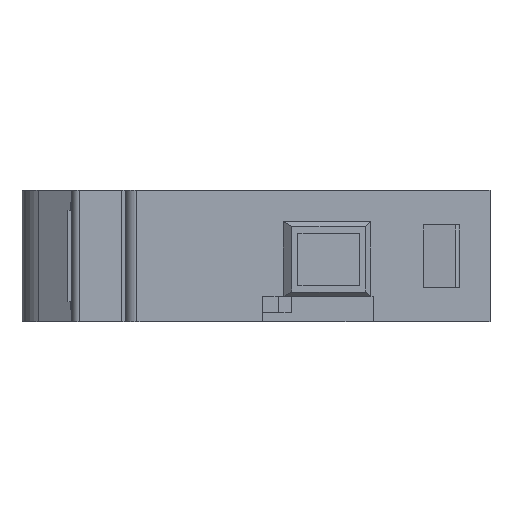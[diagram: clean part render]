
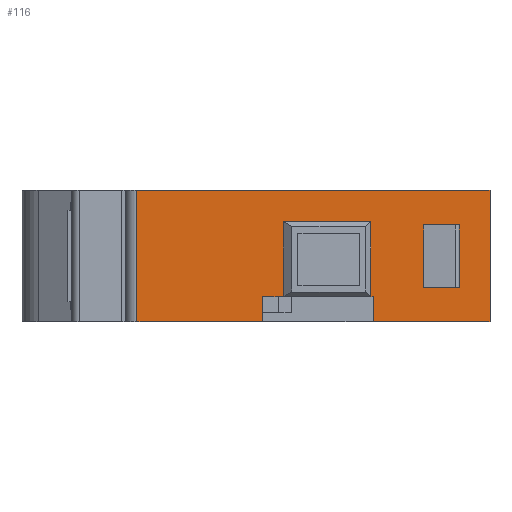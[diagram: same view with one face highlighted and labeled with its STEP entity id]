
A CAD part, left-side view. The second image highlights one B-rep face of the part: STEP entity #116.
In plain terms, the highlighted planar face has unit normal (-1, 0, 0).
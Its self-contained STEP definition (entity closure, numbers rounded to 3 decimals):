
#116=ADVANCED_FACE('',(#363,#364),#365,.T.);
#363=FACE_OUTER_BOUND('',#786,.T.);
#364=FACE_BOUND('',#787,.T.);
#365=PLANE('',#788);
#786=EDGE_LOOP('',(#1482,#1483,#1484,#1485,#1486,#1487,#1488,#1489,#1490,#1491,#1492,#1493));
#787=EDGE_LOOP('',(#1494,#1495,#1496,#1497,#1498,#1499));
#788=AXIS2_PLACEMENT_3D('',#1500,#1501,#1502);
#1482=ORIENTED_EDGE('',*,*,#3025,.F.);
#1483=ORIENTED_EDGE('',*,*,#3026,.F.);
#1484=ORIENTED_EDGE('',*,*,#2906,.F.);
#1485=ORIENTED_EDGE('',*,*,#3027,.T.);
#1486=ORIENTED_EDGE('',*,*,#3028,.F.);
#1487=ORIENTED_EDGE('',*,*,#3029,.F.);
#1488=ORIENTED_EDGE('',*,*,#2910,.F.);
#1489=ORIENTED_EDGE('',*,*,#3024,.T.);
#1490=ORIENTED_EDGE('',*,*,#3030,.F.);
#1491=ORIENTED_EDGE('',*,*,#3031,.F.);
#1492=ORIENTED_EDGE('',*,*,#3032,.F.);
#1493=ORIENTED_EDGE('',*,*,#3033,.F.);
#1494=ORIENTED_EDGE('',*,*,#3034,.T.);
#1495=ORIENTED_EDGE('',*,*,#3035,.T.);
#1496=ORIENTED_EDGE('',*,*,#3036,.F.);
#1497=ORIENTED_EDGE('',*,*,#3037,.F.);
#1498=ORIENTED_EDGE('',*,*,#3038,.F.);
#1499=ORIENTED_EDGE('',*,*,#3039,.T.);
#1500=CARTESIAN_POINT('',(0.0,-12.85,0.2));
#1501=DIRECTION('',(-1.0,0.0,0.0));
#1502=DIRECTION('',(0.0,0.0,1.0));
#2906=EDGE_CURVE('',#3504,#3506,#3507,.T.);
#2910=EDGE_CURVE('',#3512,#3514,#3515,.T.);
#3024=EDGE_CURVE('',#3512,#3703,#3705,.T.);
#3025=EDGE_CURVE('',#3706,#3707,#3708,.T.);
#3026=EDGE_CURVE('',#3506,#3706,#3709,.T.);
#3027=EDGE_CURVE('',#3504,#3710,#3711,.T.);
#3028=EDGE_CURVE('',#3712,#3710,#3713,.T.);
#3029=EDGE_CURVE('',#3514,#3712,#3714,.T.);
#3030=EDGE_CURVE('',#3715,#3703,#3716,.T.);
#3031=EDGE_CURVE('',#3717,#3715,#3718,.T.);
#3032=EDGE_CURVE('',#3719,#3717,#3720,.T.);
#3033=EDGE_CURVE('',#3707,#3719,#3721,.T.);
#3034=EDGE_CURVE('',#3722,#3723,#3724,.F.);
#3035=EDGE_CURVE('',#3723,#3725,#3726,.T.);
#3036=EDGE_CURVE('',#3727,#3725,#3728,.T.);
#3037=EDGE_CURVE('',#3729,#3727,#3730,.T.);
#3038=EDGE_CURVE('',#3731,#3729,#3732,.F.);
#3039=EDGE_CURVE('',#3731,#3722,#3733,.T.);
#3504=VERTEX_POINT('',#4460);
#3506=VERTEX_POINT('',#4463);
#3507=LINE('',#4464,#4465);
#3512=VERTEX_POINT('',#4472);
#3514=VERTEX_POINT('',#4475);
#3515=LINE('',#4476,#4477);
#3703=VERTEX_POINT('',#4784);
#3705=LINE('',#4787,#4788);
#3706=VERTEX_POINT('',#4789);
#3707=VERTEX_POINT('',#4790);
#3708=LINE('',#4791,#4792);
#3709=LINE('',#4793,#4794);
#3710=VERTEX_POINT('',#4795);
#3711=LINE('',#4796,#4797);
#3712=VERTEX_POINT('',#4798);
#3713=LINE('',#4799,#4800);
#3714=LINE('',#4801,#4802);
#3715=VERTEX_POINT('',#4803);
#3716=LINE('',#4804,#4805);
#3717=VERTEX_POINT('',#4806);
#3718=LINE('',#4807,#4808);
#3719=VERTEX_POINT('',#4809);
#3720=LINE('',#4810,#4811);
#3721=LINE('',#4812,#4813);
#3722=VERTEX_POINT('',#4814);
#3723=VERTEX_POINT('',#4815);
#3724=LINE('',#4816,#4817);
#3725=VERTEX_POINT('',#4818);
#3726=LINE('',#4819,#4820);
#3727=VERTEX_POINT('',#4821);
#3728=LINE('',#4822,#4823);
#3729=VERTEX_POINT('',#4824);
#3730=LINE('',#4825,#4826);
#3731=VERTEX_POINT('',#4827);
#3732=LINE('',#4828,#4829);
#3733=LINE('',#4830,#4831);
#4460=CARTESIAN_POINT('',(0.0,-12.85,0.2));
#4463=CARTESIAN_POINT('',(0.0,2.4,0.2));
#4464=CARTESIAN_POINT('',(0.0,-6.425,0.2));
#4465=VECTOR('',#5842,1.0);
#4472=CARTESIAN_POINT('',(0.0,16.8,0.2));
#4475=CARTESIAN_POINT('',(0.,33.2,0.2));
#4476=CARTESIAN_POINT('',(0.0,-6.425,0.2));
#4477=VECTOR('',#5846,1.0);
#4784=CARTESIAN_POINT('',(0.0,16.8,3.5));
#4787=CARTESIAN_POINT('',(0.0,16.8,1.85));
#4788=VECTOR('',#5981,1.0);
#4789=CARTESIAN_POINT('',(0.0,2.4,3.5));
#4790=CARTESIAN_POINT('',(0.0,2.68,3.5));
#4791=CARTESIAN_POINT('',(0.0,-5.225,3.5));
#4792=VECTOR('',#5982,1.0);
#4793=CARTESIAN_POINT('',(0.0,2.4,-1.274));
#4794=VECTOR('',#5983,1.0);
#4795=CARTESIAN_POINT('',(0.0,-12.85,17.35));
#4796=CARTESIAN_POINT('',(0.0,-12.85,0.2));
#4797=VECTOR('',#5984,1.0);
#4798=CARTESIAN_POINT('',(0.,33.2,17.35));
#4799=CARTESIAN_POINT('',(0.0,-158.931,17.35));
#4800=VECTOR('',#5985,1.0);
#4801=CARTESIAN_POINT('',(0.,33.2,0.2));
#4802=VECTOR('',#5986,17.15);
#4803=CARTESIAN_POINT('',(0.0,14.125,3.5));
#4804=CARTESIAN_POINT('',(0.0,-5.225,3.5));
#4805=VECTOR('',#5987,1.0);
#4806=CARTESIAN_POINT('',(0.0,14.125,13.279));
#4807=CARTESIAN_POINT('',(0.0,14.125,4.295));
#4808=VECTOR('',#5988,1.0);
#4809=CARTESIAN_POINT('',(0.0,2.68,13.279));
#4810=CARTESIAN_POINT('',(0.0,-2.224,13.279));
#4811=VECTOR('',#5989,1.0);
#4812=CARTESIAN_POINT('',(0.0,2.68,4.295));
#4813=VECTOR('',#5990,1.0);
#4814=CARTESIAN_POINT('',(0.0,-8.85,12.844));
#4815=CARTESIAN_POINT('',(0.0,-8.85,4.75));
#4816=CARTESIAN_POINT('',(0.0,-8.85,0.2));
#4817=VECTOR('',#5991,1.0);
#4818=CARTESIAN_POINT('',(0.0,-4.64,4.75));
#4819=CARTESIAN_POINT('',(0.0,-11.533,4.75));
#4820=VECTOR('',#5992,1.0);
#4821=CARTESIAN_POINT('',(0.0,-4.64,5.576));
#4822=CARTESIAN_POINT('',(0.0,-4.64,0.2));
#4823=VECTOR('',#5993,1.0);
#4824=CARTESIAN_POINT('',(0.0,-7.499,5.576));
#4825=CARTESIAN_POINT('',(0.0,-6.425,5.576));
#4826=VECTOR('',#5994,1.0);
#4827=CARTESIAN_POINT('',(0.0,-7.499,12.844));
#4828=CARTESIAN_POINT('',(0.0,-7.499,8.775));
#4829=VECTOR('',#5995,1.0);
#4830=CARTESIAN_POINT('',(0.0,-6.893,12.844));
#4831=VECTOR('',#5996,1.0);
#5842=DIRECTION('',(0.0,1.0,0.0));
#5846=DIRECTION('',(0.0,1.0,0.0));
#5981=DIRECTION('',(0.0,-0.0,1.0));
#5982=DIRECTION('',(0.0,1.0,-0.0));
#5983=DIRECTION('',(0.0,0.0,1.0));
#5984=DIRECTION('',(0.0,0.0,1.0));
#5985=DIRECTION('',(-0.0,-1.0,-0.0));
#5986=DIRECTION('',(0.0,0.,1.0));
#5987=DIRECTION('',(0.0,1.0,-0.0));
#5988=DIRECTION('',(0.0,0.0,-1.0));
#5989=DIRECTION('',(0.0,1.0,0.0));
#5990=DIRECTION('',(0.0,0.0,1.0));
#5991=DIRECTION('',(0.0,0.0,1.0));
#5992=DIRECTION('',(0.0,1.0,-0.0));
#5993=DIRECTION('',(0.0,0.0,-1.0));
#5994=DIRECTION('',(0.0,1.0,-0.0));
#5995=DIRECTION('',(0.0,0.0,1.0));
#5996=DIRECTION('',(-0.0,-1.0,-0.0));
